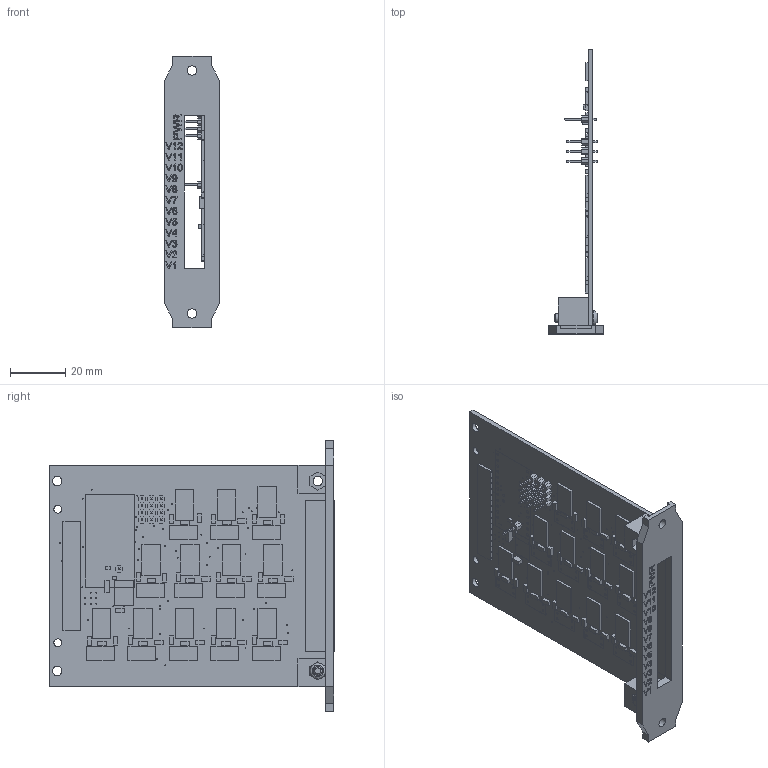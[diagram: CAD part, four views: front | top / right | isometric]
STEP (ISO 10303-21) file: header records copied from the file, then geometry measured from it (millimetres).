
FILE_DESCRIPTION(/* description */ (''),/* implementation_level */ '2;1');
FILE_NAME(/* name */ 'Valves card V2.1 v1.step',/* time_stamp */ '2022-10-11T20:13:58-04:00',/* author */ (''),/* organization */ (''),/* preprocessor_version */ 'ST-DEVELOPER v19',/* originating_system */ 'Autodesk Translation Framework v11.7.0.108',/* authorisation */ '');
FILE_SCHEMA (('AUTOMOTIVE_DESIGN { 1 0 10303 214 3 1 1 }'));
Length unit declared in the file: millimetre
Products named in the file (21): Valves card V2.1; valves card v2; Board (2); Packages (2); SOT230P700X180-4N; DIP762W25P254L650H453Q4B; R0805; DPAK_TO252; SJ_2S-NO; SJ_2S-TRACE (1); JP1_SPARKFUN-SAMD21-MINI-BREAKOUT-V10 (1); CUI_TBP02R1-381-14BE; HARTING_09231486921 (2); C0805; C1206; 1X01 (1); 1X04 (1); valves card faceplate; bent 3d printed body; M3 Locknut 90576A102; M3*14mm 92095A168
Assembly tree (79 placements, depth 4):
  Valves card V2.1
    valves card v2
      Board (2)
      Packages (2)
        DIP762W25P254L650H453Q4B  x12
        SOT230P700X180-4N
        R0805  x36
        DPAK_TO252  x12
        SJ_2S-NO
        SJ_2S-TRACE (1)
        JP1_SPARKFUN-SAMD21-MINI-BREAKOUT-V10 (1)
        CUI_TBP02R1-381-14BE
        HARTING_09231486921 (2)
        C0805
        C1206
        1X01 (1)
        1X04 (1)  x3
    valves card faceplate
      bent 3d printed body
    M3 Locknut 90576A102
    M3*14mm 92095A168
Bounding box: 20.21 x 103.28 x 98.27 mm (x, y, z)
Volume: 20534.9 mm3; surface area: 31153.7 mm2
Topology: 77 solids, 77 shells, 1579 faces, 3929 edges, 2577 vertices
Faces by surface type: plane 1032, bspline 270, cylinder 254, cone 19, torus 3, sphere 1
Full cylindrical faces by diameter (mm): 0.35 x90, 0.8 x48, 1 x48, 1.016 x39, 1.4 x14, 2.35 x1, 2.8 x2, 3 x2, 3.259 x1, 3.4 x8, 5.7 x1
Entity records: 36990 total; most frequent: CARTESIAN_POINT 10381, ORIENTED_EDGE 5538, DIRECTION 4471, EDGE_CURVE 2769, VERTEX_POINT 1825, LINE 1661, VECTOR 1661, EDGE_LOOP 1598
